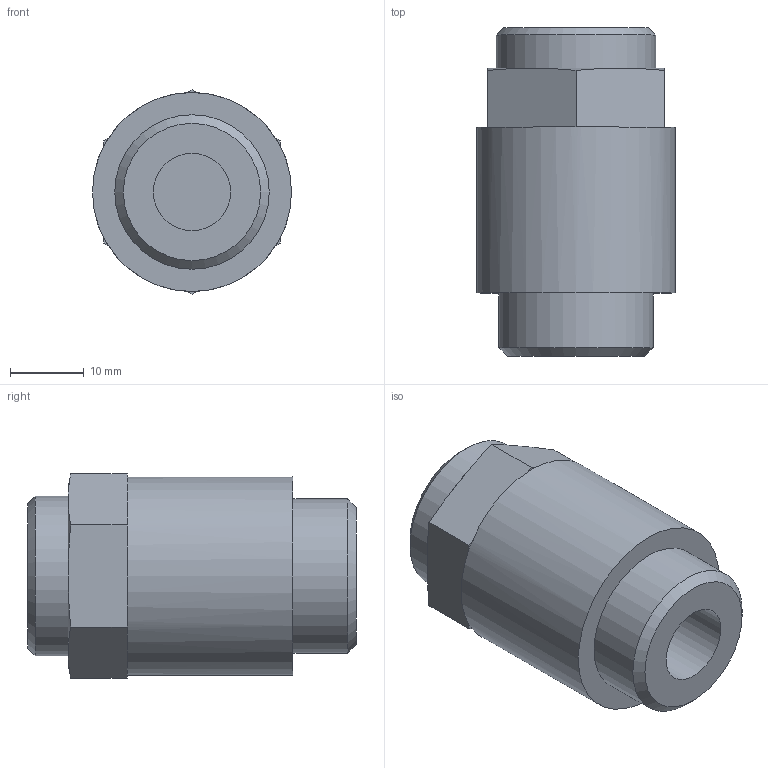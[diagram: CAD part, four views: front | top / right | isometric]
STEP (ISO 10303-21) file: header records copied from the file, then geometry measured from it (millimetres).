
FILE_DESCRIPTION(/* description */ ('STEP AP214'),/* implementation_level */ '2;1');
FILE_NAME(/* name */ '10353_GRE-1_2',/* time_stamp */ '2024-08-28T20:44:50+02:00',/* author */ ('License CC BY-ND 4.0'),/* organization */ ('CADENAS'),/* preprocessor_version */ 'ST-DEVELOPER v19.3',/* originating_system */ 'PARTsolutions',/* authorisation */ ' ');
FILE_SCHEMA (('AUTOMOTIVE_DESIGN {1 0 10303 214 3 1 1}'));
Length unit declared in the file: millimetre
Products named in the file (1): 10353 GRE-1/2
Bounding box: 27 x 44.6 x 27.71 mm (x, y, z)
Volume: 18434.9 mm3; surface area: 5868.6 mm2
Topology: 1 solids, 1 shells, 49 faces, 101 edges, 58 vertices
Faces by surface type: plane 36, cone 8, cylinder 5
Full cylindrical faces by diameter (mm): 9 x1, 10.477 x1, 20.955 x1, 21.6 x1, 27 x1
Entity records: 1256 total; most frequent: CARTESIAN_POINT 234, DIRECTION 216, ORIENTED_EDGE 184, EDGE_CURVE 92, AXIS2_PLACEMENT_3D 86, EDGE_LOOP 60, FACE_BOUND 60, VERTEX_POINT 56
